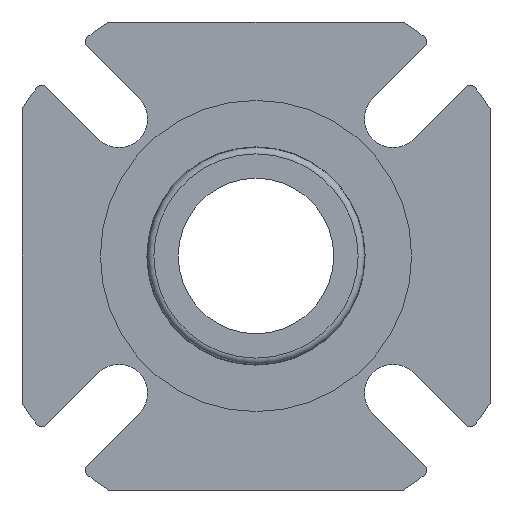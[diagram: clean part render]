
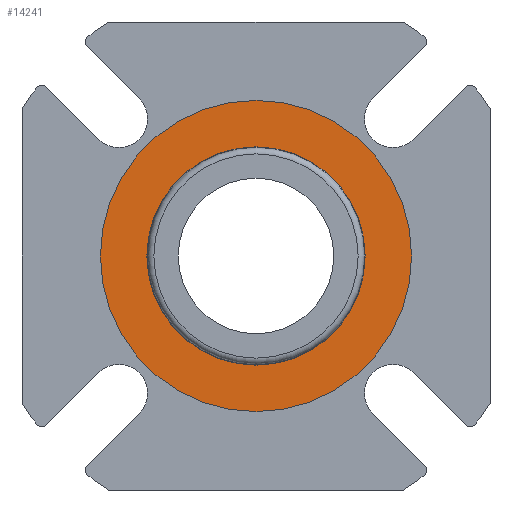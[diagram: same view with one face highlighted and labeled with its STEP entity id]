
A CAD part, left-side view. The second image highlights one B-rep face of the part: STEP entity #14241.
In plain terms, the highlighted planar face has unit normal (-1, 0, 0).
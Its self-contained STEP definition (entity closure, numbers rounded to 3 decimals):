
#7168=ORIENTED_EDGE('',*,*,#9264,.T.);
#7169=ORIENTED_EDGE('',*,*,#9263,.T.);
#9263=EDGE_CURVE('',#10573,#10573,#11255,.T.);
#9264=EDGE_CURVE('',#10574,#10574,#11256,.T.);
#10573=VERTEX_POINT('',#28250);
#10574=VERTEX_POINT('',#28253);
#11255=CIRCLE('',#15701,38.);
#11256=CIRCLE('',#15703,26.657);
#12178=EDGE_LOOP('',(#7168));
#12179=EDGE_LOOP('',(#7169));
#13111=FACE_BOUND('',#12178,.T.);
#13112=FACE_BOUND('',#12179,.T.);
#13393=PLANE('',#15702);
#14241=ADVANCED_FACE('',(#13111,#13112),#13393,.F.);
#15701=AXIS2_PLACEMENT_3D('',#28249,#19602,#19603);
#15702=AXIS2_PLACEMENT_3D('',#28251,#19604,#19605);
#15703=AXIS2_PLACEMENT_3D('',#28252,#19606,#19607);
#19602=DIRECTION('',(-1.,0.,0.));
#19603=DIRECTION('',(0.,0.,1.));
#19604=DIRECTION('',(1.,0.,0.));
#19605=DIRECTION('',(0.,0.,-1.));
#19606=DIRECTION('',(1.,0.,0.));
#19607=DIRECTION('',(0.,0.,-1.));
#28249=CARTESIAN_POINT('',(-13.97,0.,0.));
#28250=CARTESIAN_POINT('',(-13.97,0.,38.));
#28251=CARTESIAN_POINT('',(-13.97,0.,38.));
#28252=CARTESIAN_POINT('',(-13.97,0.,0.));
#28253=CARTESIAN_POINT('',(-13.97,0.,-26.657));
